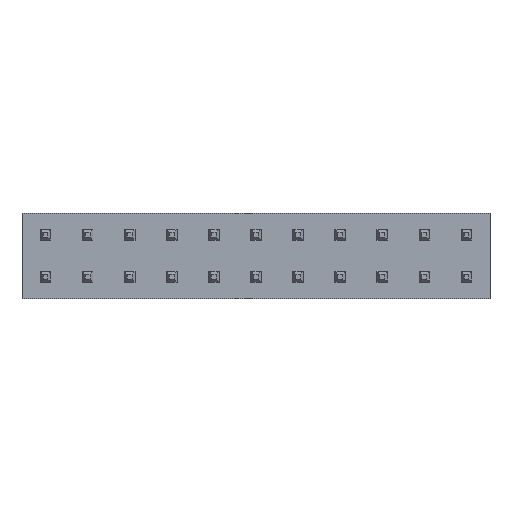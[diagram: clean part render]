
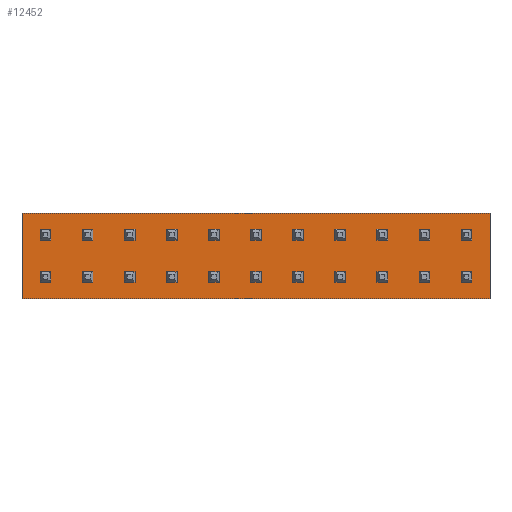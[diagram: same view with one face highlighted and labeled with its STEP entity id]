
A CAD part, top view. The second image highlights one B-rep face of the part: STEP entity #12452.
In plain terms, the highlighted planar face has unit normal (0, 0, 1).
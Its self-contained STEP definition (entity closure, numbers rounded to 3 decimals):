
#12327 = CARTESIAN_POINT ( 'NONE',  ( 26.82, 3.845, 2.54 ) ) ;
#12328 = VERTEX_POINT ( 'NONE', #12327 ) ;
#12335 = CARTESIAN_POINT ( 'NONE',  ( 26.82, -1.305, 2.54 ) ) ;
#12336 = VERTEX_POINT ( 'NONE', #12335 ) ;
#12337 = CARTESIAN_POINT ( 'NONE',  ( 26.82, -1.305, 2.54 ) ) ;
#12338 = DIRECTION ( 'NONE',  ( 0., 1., 0. ) ) ;
#12339 = VECTOR ( 'NONE', #12338, 1000. ) ;
#12340 = LINE ( 'NONE', #12337, #12339 ) ;
#12341 = EDGE_CURVE ( 'NONE', #12336, #12328, #12340, .T. ) ;
#12365 = CARTESIAN_POINT ( 'NONE',  ( -1.42, 3.845, 2.54 ) ) ;
#12366 = VERTEX_POINT ( 'NONE', #12365 ) ;
#12373 = CARTESIAN_POINT ( 'NONE',  ( -1.42, 3.845, 2.54 ) ) ;
#12374 = DIRECTION ( 'NONE',  ( -1., 0., 0. ) ) ;
#12375 = VECTOR ( 'NONE', #12374, 1000. ) ;
#12376 = LINE ( 'NONE', #12373, #12375 ) ;
#12377 = EDGE_CURVE ( 'NONE', #12328, #12366, #12376, .T. ) ;
#12396 = CARTESIAN_POINT ( 'NONE',  ( -1.42, -1.305, 2.54 ) ) ;
#12397 = VERTEX_POINT ( 'NONE', #12396 ) ;
#12404 = CARTESIAN_POINT ( 'NONE',  ( -1.42, -1.305, 2.54 ) ) ;
#12405 = DIRECTION ( 'NONE',  ( 0., -1., 0. ) ) ;
#12406 = VECTOR ( 'NONE', #12405, 1000. ) ;
#12407 = LINE ( 'NONE', #12404, #12406 ) ;
#12408 = EDGE_CURVE ( 'NONE', #12366, #12397, #12407, .T. ) ;
#12426 = CARTESIAN_POINT ( 'NONE',  ( -1.42, -1.305, 2.54 ) ) ;
#12427 = DIRECTION ( 'NONE',  ( 1., 0., 0. ) ) ;
#12428 = VECTOR ( 'NONE', #12427, 1000. ) ;
#12429 = LINE ( 'NONE', #12426, #12428 ) ;
#12430 = EDGE_CURVE ( 'NONE', #12397, #12336, #12429, .T. ) ;
#12441 = ORIENTED_EDGE ( 'NONE', *, *, #12341, .T. ) ;
#12442 = ORIENTED_EDGE ( 'NONE', *, *, #12377, .T. ) ;
#12443 = ORIENTED_EDGE ( 'NONE', *, *, #12408, .T. ) ;
#12444 = ORIENTED_EDGE ( 'NONE', *, *, #12430, .T. ) ;
#12445 = EDGE_LOOP ( 'NONE', ( #12441, #12442, #12443, #12444 ) ) ;
#12446 = FACE_OUTER_BOUND ( 'NONE', #12445, .T. ) ;
#12447 = CARTESIAN_POINT ( 'NONE',  ( 12.7, 1.27, 2.54 ) ) ;
#12448 = DIRECTION ( 'NONE',  ( 0., 0., -1. ) ) ;
#12449 = DIRECTION ( 'NONE',  ( 0., 1., 0. ) ) ;
#12450 = AXIS2_PLACEMENT_3D ( 'NONE', #12447, #12448, #12449 ) ;
#12451 = PLANE ( 'NONE', #12450 ) ;
#12452 = ADVANCED_FACE ( 'NONE', ( #12446 ), #12451, .F. ) ;
